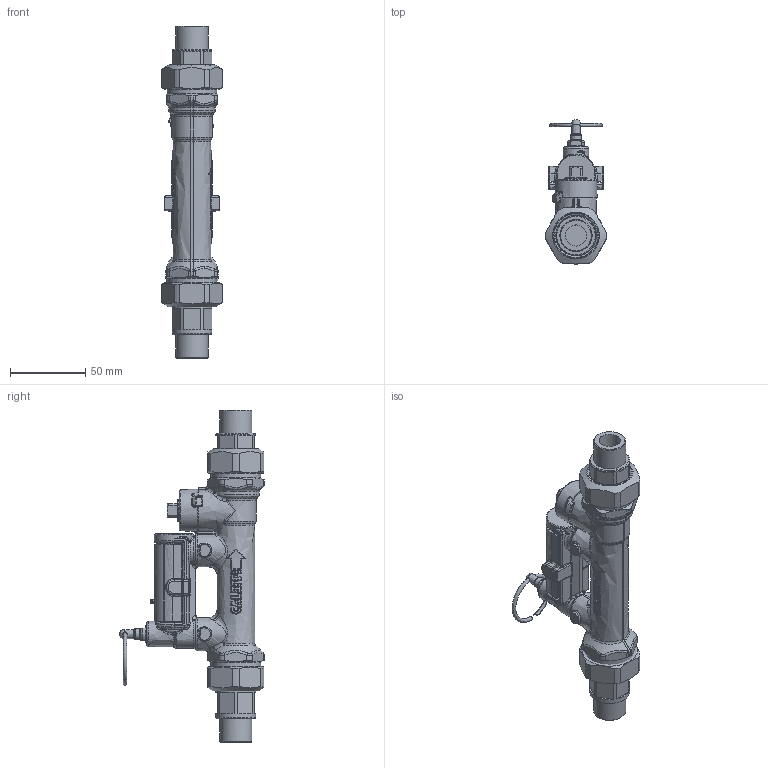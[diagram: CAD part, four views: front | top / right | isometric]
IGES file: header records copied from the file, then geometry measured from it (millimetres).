
Global section: file name: 132430AFC; native system: Autodesk Inventor 2025; preprocessor: unknown; author: ischreiner; date: 20250715.140050; units: centimetre
Bounding box: 40.64 x 95.91 x 220 mm (x, y, z)
Volume: 193240.6 mm3; surface area: 56492.9 mm2
Topology: 8 solids, 10 shells, 1839 faces, 4352 edges, 2491 vertices
Faces by surface type: bspline 1839
